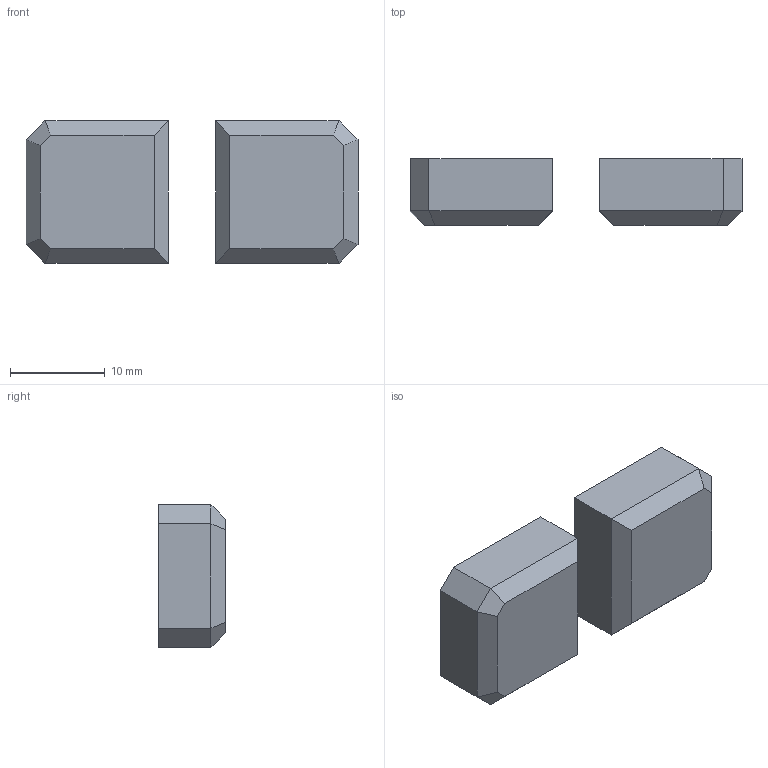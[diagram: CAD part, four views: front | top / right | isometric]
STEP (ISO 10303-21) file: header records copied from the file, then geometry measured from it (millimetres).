
FILE_DESCRIPTION(/* description */ (''),/* implementation_level */ '2;1');
FILE_NAME(/* name */ 'M6ScrewNut.step',/* time_stamp */ '2021-11-01T15:50:52+01:00',/* author */ (''),/* organization */ (''),/* preprocessor_version */ 'ST-DEVELOPER v18.1',/* originating_system */ 'Autodesk Translation Framework v10.10.0.1391',/* authorisation */ '');
FILE_SCHEMA (('AUTOMOTIVE_DESIGN { 1 0 10303 214 3 1 1 }'));
Length unit declared in the file: millimetre
Products named in the file (1): enc_magnet_clip
Bounding box: 35 x 7 x 15 mm (x, y, z)
Volume: 2687.6 mm3; surface area: 1925.5 mm2
Topology: 2 solids, 2 shells, 62 faces, 156 edges, 100 vertices
Faces by surface type: plane 30, cylinder 28, bspline 4
Full cylindrical faces by diameter (mm): 5.035 x6, 6.147 x2
Entity records: 3882 total; most frequent: CARTESIAN_POINT 2501, ORIENTED_EDGE 312, DIRECTION 218, EDGE_CURVE 156, VERTEX_POINT 100, LINE 84, VECTOR 84, AXIS2_PLACEMENT_3D 67
